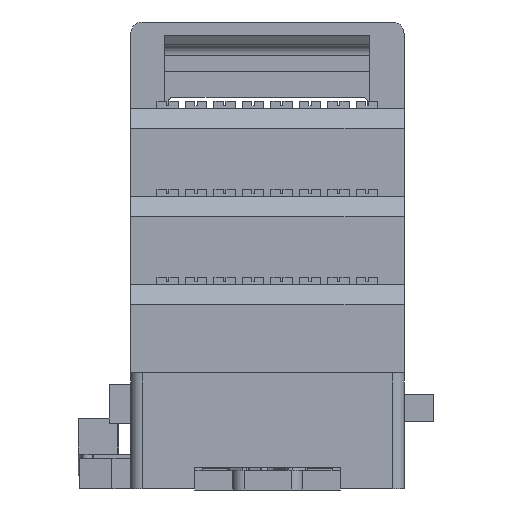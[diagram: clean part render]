
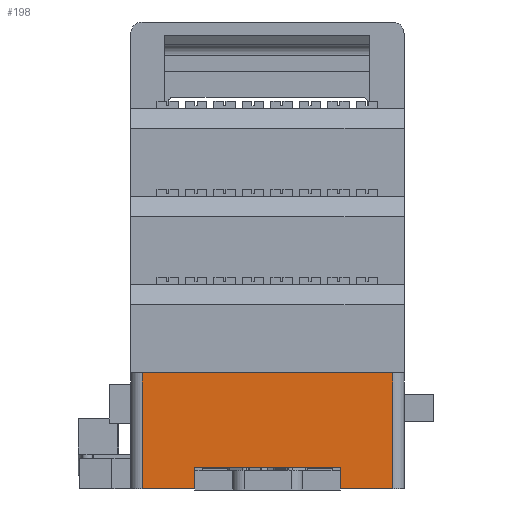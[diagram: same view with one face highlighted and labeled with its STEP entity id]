
A CAD part, front view. The second image highlights one B-rep face of the part: STEP entity #198.
In plain terms, the highlighted planar face has unit normal (0, -1, 0).
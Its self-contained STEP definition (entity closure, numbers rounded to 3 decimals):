
#198 = ADVANCED_FACE ( 'NONE', ( #38895 ), #31337, .T. ) ;
#637 = LINE ( 'NONE', #17100, #28786 ) ;
#1872 = CARTESIAN_POINT ( 'NONE',  ( 11.25, 0., -16.55 ) ) ;
#2387 = VECTOR ( 'NONE', #5322, 1000. ) ;
#2440 = LINE ( 'NONE', #20366, #2387 ) ;
#3099 = CARTESIAN_POINT ( 'NONE',  ( 2., 0., 0. ) ) ;
#4913 = ORIENTED_EDGE ( 'NONE', *, *, #10310, .F. ) ;
#5322 = DIRECTION ( 'NONE',  ( -1., 0., 0. ) ) ;
#5560 = DIRECTION ( 'NONE',  ( 0., 0., -1. ) ) ;
#5877 = VERTEX_POINT ( 'NONE', #25243 ) ;
#7925 = EDGE_CURVE ( 'NONE', #43762, #27537, #637, .T. ) ;
#8913 = VERTEX_POINT ( 'NONE', #44500 ) ;
#9302 = EDGE_CURVE ( 'NONE', #10931, #41365, #30450, .T. ) ;
#10310 = EDGE_CURVE ( 'NONE', #48666, #10931, #2440, .T. ) ;
#10925 = EDGE_CURVE ( 'NONE', #48666, #5877, #29928, .T. ) ;
#10931 = VERTEX_POINT ( 'NONE', #35974 ) ;
#11242 = ORIENTED_EDGE ( 'NONE', *, *, #12524, .F. ) ;
#12051 = ORIENTED_EDGE ( 'NONE', *, *, #9302, .F. ) ;
#12244 = DIRECTION ( 'NONE',  ( 0., 0., 1. ) ) ;
#12354 = EDGE_LOOP ( 'NONE', ( #12051, #4913, #27545, #26499, #29612, #48663, #11242, #22070 ) ) ;
#12524 = EDGE_CURVE ( 'NONE', #8913, #39609, #39652, .T. ) ;
#13179 = EDGE_CURVE ( 'NONE', #8913, #41365, #36105, .T. ) ;
#13367 = DIRECTION ( 'NONE',  ( 0., 0., -1. ) ) ;
#15283 = LINE ( 'NONE', #3099, #24087 ) ;
#15561 = AXIS2_PLACEMENT_3D ( 'NONE', #30160, #30103, #30006 ) ;
#17100 = CARTESIAN_POINT ( 'NONE',  ( 46., 0., -20.3 ) ) ;
#18695 = CARTESIAN_POINT ( 'NONE',  ( 36.75, 0., -16.55 ) ) ;
#19798 = CARTESIAN_POINT ( 'NONE',  ( 2., 0., 0. ) ) ;
#20131 = CARTESIAN_POINT ( 'NONE',  ( 46., 0., -20.3 ) ) ;
#20366 = CARTESIAN_POINT ( 'NONE',  ( 12.625, 0., -16.55 ) ) ;
#20953 = CARTESIAN_POINT ( 'NONE',  ( 11.25, 0., -20.3 ) ) ;
#22070 = ORIENTED_EDGE ( 'NONE', *, *, #13179, .T. ) ;
#22103 = DIRECTION ( 'NONE',  ( 1., 0., 0. ) ) ;
#22487 = VECTOR ( 'NONE', #27864, 1000. ) ;
#22607 = CARTESIAN_POINT ( 'NONE',  ( 46., 0., 0. ) ) ;
#24039 = CARTESIAN_POINT ( 'NONE',  ( 2., 0., -20.3 ) ) ;
#24087 = VECTOR ( 'NONE', #22103, 1000. ) ;
#24415 = CARTESIAN_POINT ( 'NONE',  ( 36.75, 0., -16.55 ) ) ;
#25243 = CARTESIAN_POINT ( 'NONE',  ( 36.75, 0., -20.3 ) ) ;
#26499 = ORIENTED_EDGE ( 'NONE', *, *, #38584, .T. ) ;
#27271 = CARTESIAN_POINT ( 'NONE',  ( 2., 0., -20.3 ) ) ;
#27537 = VERTEX_POINT ( 'NONE', #22607 ) ;
#27545 = ORIENTED_EDGE ( 'NONE', *, *, #10925, .T. ) ;
#27864 = DIRECTION ( 'NONE',  ( 1., 0., 0. ) ) ;
#28786 = VECTOR ( 'NONE', #43949, 1000. ) ;
#29612 = ORIENTED_EDGE ( 'NONE', *, *, #7925, .T. ) ;
#29689 = VECTOR ( 'NONE', #5560, 1000. ) ;
#29928 = LINE ( 'NONE', #24415, #31952 ) ;
#30006 = DIRECTION ( 'NONE',  ( 0., 0., -1. ) ) ;
#30011 = EDGE_CURVE ( 'NONE', #39609, #27537, #15283, .T. ) ;
#30103 = DIRECTION ( 'NONE',  ( 0., -1., 0. ) ) ;
#30160 = CARTESIAN_POINT ( 'NONE',  ( 2., 0., -20.3 ) ) ;
#30450 = LINE ( 'NONE', #1872, #29689 ) ;
#31337 = PLANE ( 'NONE',  #15561 ) ;
#31952 = VECTOR ( 'NONE', #13367, 1000. ) ;
#34409 = CARTESIAN_POINT ( 'NONE',  ( 2., 0., -20.3 ) ) ;
#35974 = CARTESIAN_POINT ( 'NONE',  ( 11.25, 0., -16.55 ) ) ;
#36105 = LINE ( 'NONE', #24039, #22487 ) ;
#37179 = VECTOR ( 'NONE', #38217, 1000. ) ;
#38217 = DIRECTION ( 'NONE',  ( 1., 0., 0. ) ) ;
#38584 = EDGE_CURVE ( 'NONE', #5877, #43762, #47354, .T. ) ;
#38895 = FACE_OUTER_BOUND ( 'NONE', #12354, .T. ) ;
#39609 = VERTEX_POINT ( 'NONE', #19798 ) ;
#39652 = LINE ( 'NONE', #27271, #42073 ) ;
#41365 = VERTEX_POINT ( 'NONE', #20953 ) ;
#42073 = VECTOR ( 'NONE', #12244, 1000. ) ;
#43762 = VERTEX_POINT ( 'NONE', #20131 ) ;
#43949 = DIRECTION ( 'NONE',  ( 0., 0., 1. ) ) ;
#44500 = CARTESIAN_POINT ( 'NONE',  ( 2., 0., -20.3 ) ) ;
#47354 = LINE ( 'NONE', #34409, #37179 ) ;
#48663 = ORIENTED_EDGE ( 'NONE', *, *, #30011, .F. ) ;
#48666 = VERTEX_POINT ( 'NONE', #18695 ) ;
